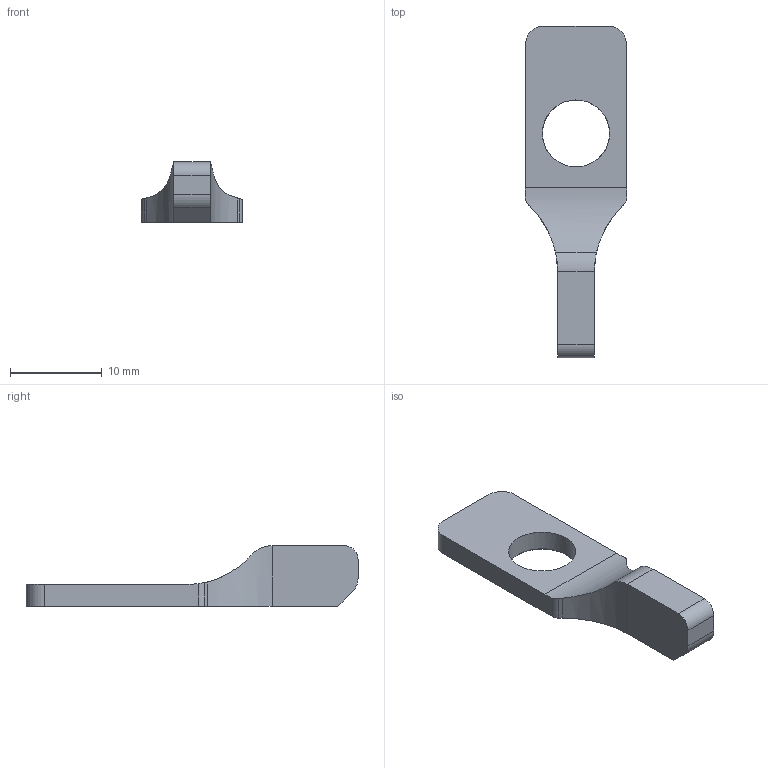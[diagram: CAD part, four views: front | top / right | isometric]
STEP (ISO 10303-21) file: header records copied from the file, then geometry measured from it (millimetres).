
FILE_DESCRIPTION(/* description */ (''),/* implementation_level */ '2;1');
FILE_NAME(/* name */ '12-dust-cover-lock.step',/* time_stamp */ '2022-04-06T21:22:41+01:00',/* author */ (''),/* organization */ (''),/* preprocessor_version */ 'ST-DEVELOPER v18.1',/* originating_system */ 'Autodesk Translation Framework v10.13.0.1454',/* authorisation */ '');
FILE_SCHEMA (('AUTOMOTIVE_DESIGN { 1 0 10303 214 3 1 1 }'));
Length unit declared in the file: millimetre
Products named in the file (1): 12-dust-cover-lock
Bounding box: 11 x 36.15 x 6.6 mm (x, y, z)
Volume: 824.9 mm3; surface area: 886.3 mm2
Topology: 1 solids, 1 shells, 25 faces, 67 edges, 44 vertices
Faces by surface type: plane 13, cylinder 11, bspline 1
Full cylindrical faces by diameter (mm): 7.3 x1
Entity records: 905 total; most frequent: CARTESIAN_POINT 235, ORIENTED_EDGE 134, DIRECTION 127, EDGE_CURVE 67, VERTEX_POINT 44, AXIS2_PLACEMENT_3D 44, LINE 39, VECTOR 39
